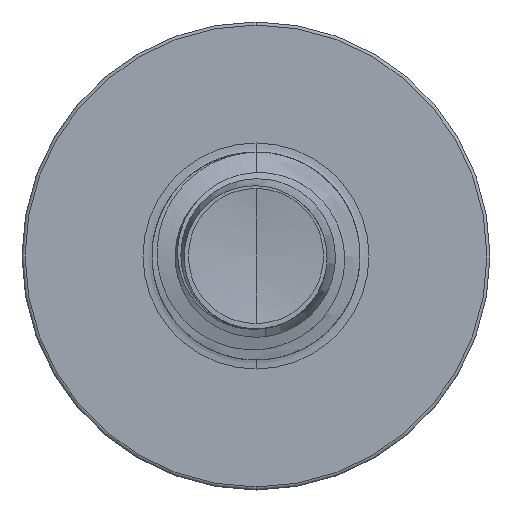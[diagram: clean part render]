
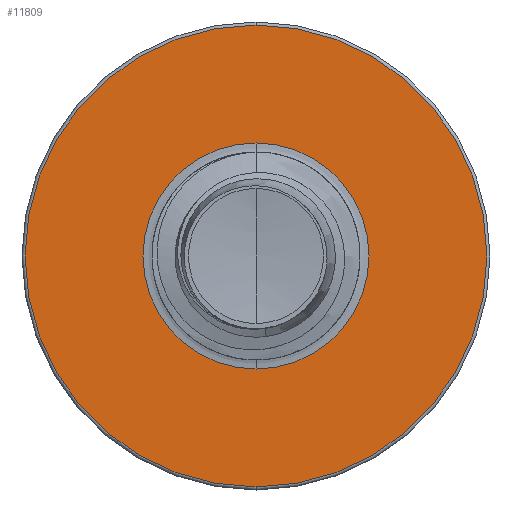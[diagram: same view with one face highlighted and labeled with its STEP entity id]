
A CAD part, front view. The second image highlights one B-rep face of the part: STEP entity #11809.
In plain terms, the highlighted planar face has unit normal (0, -1, 0).
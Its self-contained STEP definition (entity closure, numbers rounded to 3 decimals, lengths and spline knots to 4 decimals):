
#165 = CARTESIAN_POINT ( 'NONE',  ( 0., 15., 2.1736 ) ) ;
#763 = EDGE_CURVE ( 'NONE', #4483, #32127, #23878, .T. ) ;
#1914 = AXIS2_PLACEMENT_3D ( 'NONE', #21607, #21560, #21532 ) ;
#2297 = DIRECTION ( 'NONE',  ( 0., 0., 1. ) ) ;
#2966 = CIRCLE ( 'NONE', #10524, 4.44 ) ;
#3068 = CARTESIAN_POINT ( 'NONE',  ( 0., 15., 4.44 ) ) ;
#4483 = VERTEX_POINT ( 'NONE', #165 ) ;
#4714 = AXIS2_PLACEMENT_3D ( 'NONE', #27306, #9701, #30051 ) ;
#7399 = ORIENTED_EDGE ( 'NONE', *, *, #13199, .F. ) ;
#9018 = VERTEX_POINT ( 'NONE', #11131 ) ;
#9701 = DIRECTION ( 'NONE',  ( 0., 1., 0. ) ) ;
#9794 = FACE_BOUND ( 'NONE', #32951, .T. ) ;
#10524 = AXIS2_PLACEMENT_3D ( 'NONE', #12022, #32003, #15143 ) ;
#11131 = CARTESIAN_POINT ( 'NONE',  ( 0., 15., -4.44 ) ) ;
#11809 = ADVANCED_FACE ( 'NONE', ( #24649, #9794 ), #27392, .F. ) ;
#12022 = CARTESIAN_POINT ( 'NONE',  ( 0., 15., 0. ) ) ;
#12989 = DIRECTION ( 'NONE',  ( 0., 0., 1. ) ) ;
#13199 = EDGE_CURVE ( 'NONE', #9018, #35779, #34685, .T. ) ;
#15143 = DIRECTION ( 'NONE',  ( 0., 0., 1. ) ) ;
#21042 = AXIS2_PLACEMENT_3D ( 'NONE', #36850, #21157, #2297 ) ;
#21157 = DIRECTION ( 'NONE',  ( 0., 1., 0. ) ) ;
#21532 = DIRECTION ( 'NONE',  ( 0., 0., 1. ) ) ;
#21560 = DIRECTION ( 'NONE',  ( 0., 1., 0. ) ) ;
#21607 = CARTESIAN_POINT ( 'NONE',  ( 0., 15., 0. ) ) ;
#21746 = AXIS2_PLACEMENT_3D ( 'NONE', #21814, #30135, #12989 ) ;
#21814 = CARTESIAN_POINT ( 'NONE',  ( 0., 15., -2.1736 ) ) ;
#23506 = ORIENTED_EDGE ( 'NONE', *, *, #763, .T. ) ;
#23878 = CIRCLE ( 'NONE', #1914, 2.1736 ) ;
#24649 = FACE_OUTER_BOUND ( 'NONE', #36982, .T. ) ;
#25059 = CARTESIAN_POINT ( 'NONE',  ( 0., 15., -2.1736 ) ) ;
#27306 = CARTESIAN_POINT ( 'NONE',  ( 0., 15., 0. ) ) ;
#27392 = PLANE ( 'NONE',  #21746 ) ;
#27688 = CIRCLE ( 'NONE', #4714, 2.1736 ) ;
#28624 = EDGE_CURVE ( 'NONE', #32127, #4483, #27688, .T. ) ;
#30051 = DIRECTION ( 'NONE',  ( 0., 0., 1. ) ) ;
#30135 = DIRECTION ( 'NONE',  ( 0., 1., 0. ) ) ;
#30180 = EDGE_CURVE ( 'NONE', #35779, #9018, #2966, .T. ) ;
#30836 = ORIENTED_EDGE ( 'NONE', *, *, #28624, .T. ) ;
#32003 = DIRECTION ( 'NONE',  ( 0., 1., 0. ) ) ;
#32127 = VERTEX_POINT ( 'NONE', #25059 ) ;
#32951 = EDGE_LOOP ( 'NONE', ( #23506, #30836 ) ) ;
#34685 = CIRCLE ( 'NONE', #21042, 4.44 ) ;
#35779 = VERTEX_POINT ( 'NONE', #3068 ) ;
#36572 = ORIENTED_EDGE ( 'NONE', *, *, #30180, .F. ) ;
#36850 = CARTESIAN_POINT ( 'NONE',  ( 0., 15., 0. ) ) ;
#36982 = EDGE_LOOP ( 'NONE', ( #36572, #7399 ) ) ;
